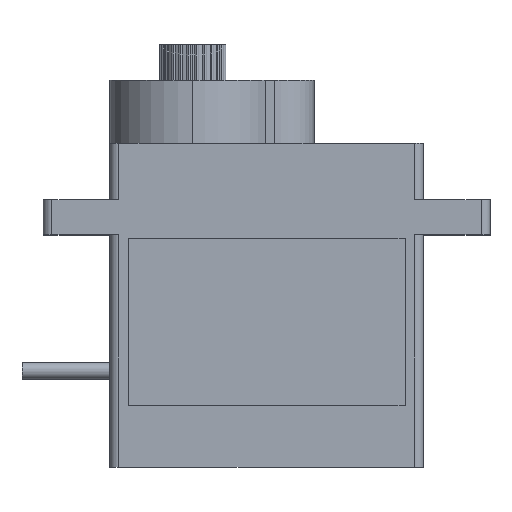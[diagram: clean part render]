
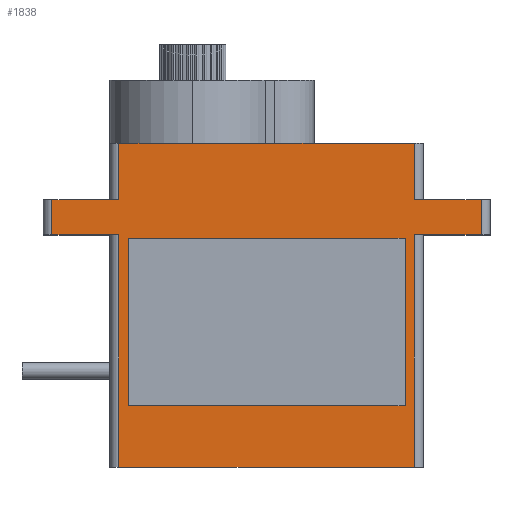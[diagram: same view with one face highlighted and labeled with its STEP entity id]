
A CAD part, top view. The second image highlights one B-rep face of the part: STEP entity #1838.
In plain terms, the highlighted planar face has unit normal (0, 0, 1).
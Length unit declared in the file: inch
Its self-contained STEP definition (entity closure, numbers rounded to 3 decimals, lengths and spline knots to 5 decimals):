
#64 = CARTESIAN_POINT ( 'NONE',  ( -0.42, 0., 0.235 ) ) ;
#77 = CARTESIAN_POINT ( 'NONE',  ( 0.42, 0.76, 0.235 ) ) ;
#91 = CARTESIAN_POINT ( 'NONE',  ( 0.61, 0.92, 0.235 ) ) ;
#95 = DIRECTION ( 'NONE',  ( 0., 1., 0. ) ) ;
#100 = LINE ( 'NONE', #3655, #2178 ) ;
#179 = VECTOR ( 'NONE', #3877, 39.37008 ) ;
#296 = ORIENTED_EDGE ( 'NONE', *, *, #2273, .F. ) ;
#315 = ORIENTED_EDGE ( 'NONE', *, *, #1089, .F. ) ;
#367 = LINE ( 'NONE', #1076, #2923 ) ;
#380 = DIRECTION ( 'NONE',  ( 0., 1., 0. ) ) ;
#405 = LINE ( 'NONE', #474, #910 ) ;
#437 = CARTESIAN_POINT ( 'NONE',  ( -0.445, 0.92, 0.235 ) ) ;
#457 = LINE ( 'NONE', #437, #2092 ) ;
#474 = CARTESIAN_POINT ( 'NONE',  ( -0.42, 0.92, 0.235 ) ) ;
#534 = EDGE_CURVE ( 'NONE', #1253, #3415, #4485, .T. ) ;
#557 = ORIENTED_EDGE ( 'NONE', *, *, #3335, .F. ) ;
#598 = VERTEX_POINT ( 'NONE', #2190 ) ;
#600 = ORIENTED_EDGE ( 'NONE', *, *, #4221, .F. ) ;
#615 = VECTOR ( 'NONE', #3362, 39.37008 ) ;
#643 = CARTESIAN_POINT ( 'NONE',  ( -0.445, 0., 0.235 ) ) ;
#706 = EDGE_CURVE ( 'NONE', #598, #1948, #4237, .T. ) ;
#708 = VERTEX_POINT ( 'NONE', #1031 ) ;
#751 = ORIENTED_EDGE ( 'NONE', *, *, #3384, .T. ) ;
#770 = CARTESIAN_POINT ( 'NONE',  ( -0.61, 0.66, 0.235 ) ) ;
#774 = VECTOR ( 'NONE', #2412, 39.37008 ) ;
#786 = VECTOR ( 'NONE', #1494, 39.37008 ) ;
#792 = ORIENTED_EDGE ( 'NONE', *, *, #3660, .T. ) ;
#800 = ORIENTED_EDGE ( 'NONE', *, *, #2871, .T. ) ;
#826 = ORIENTED_EDGE ( 'NONE', *, *, #1486, .T. ) ;
#857 = LINE ( 'NONE', #3610, #1727 ) ;
#875 = DIRECTION ( 'NONE',  ( 0., -1., 0. ) ) ;
#887 = EDGE_CURVE ( 'NONE', #708, #4151, #1524, .T. ) ;
#910 = VECTOR ( 'NONE', #2512, 39.37008 ) ;
#949 = DIRECTION ( 'NONE',  ( 0., 0., -1. ) ) ;
#996 = VECTOR ( 'NONE', #380, 39.37008 ) ;
#1031 = CARTESIAN_POINT ( 'NONE',  ( 0.61, 0.66, 0.235 ) ) ;
#1076 = CARTESIAN_POINT ( 'NONE',  ( -0.445, 0.92, 0.235 ) ) ;
#1089 = EDGE_CURVE ( 'NONE', #3361, #1888, #367, .T. ) ;
#1103 = LINE ( 'NONE', #2506, #1816 ) ;
#1114 = LINE ( 'NONE', #1540, #3137 ) ;
#1142 = CARTESIAN_POINT ( 'NONE',  ( -0.3935, 0.65, 0.235 ) ) ;
#1158 = EDGE_CURVE ( 'NONE', #2649, #4151, #100, .T. ) ;
#1159 = VERTEX_POINT ( 'NONE', #1142 ) ;
#1172 = DIRECTION ( 'NONE',  ( -1., 0., 0. ) ) ;
#1226 = VERTEX_POINT ( 'NONE', #4389 ) ;
#1253 = VERTEX_POINT ( 'NONE', #3243 ) ;
#1283 = VECTOR ( 'NONE', #4537, 39.37008 ) ;
#1310 = ORIENTED_EDGE ( 'NONE', *, *, #706, .F. ) ;
#1362 = CARTESIAN_POINT ( 'NONE',  ( -0.61, 0.76, 0.235 ) ) ;
#1444 = VERTEX_POINT ( 'NONE', #2168 ) ;
#1463 = LINE ( 'NONE', #3914, #179 ) ;
#1478 = ORIENTED_EDGE ( 'NONE', *, *, #2662, .F. ) ;
#1486 = EDGE_CURVE ( 'NONE', #1226, #1444, #405, .T. ) ;
#1494 = DIRECTION ( 'NONE',  ( 1., 0., 0. ) ) ;
#1524 = LINE ( 'NONE', #2931, #1740 ) ;
#1530 = LINE ( 'NONE', #2935, #615 ) ;
#1538 = EDGE_CURVE ( 'NONE', #1948, #1940, #1463, .T. ) ;
#1540 = CARTESIAN_POINT ( 'NONE',  ( 0.635, 0.76, 0.235 ) ) ;
#1581 = ORIENTED_EDGE ( 'NONE', *, *, #1158, .T. ) ;
#1618 = ORIENTED_EDGE ( 'NONE', *, *, #887, .F. ) ;
#1667 = DIRECTION ( 'NONE',  ( -1., 0., 0. ) ) ;
#1727 = VECTOR ( 'NONE', #3975, 39.37008 ) ;
#1740 = VECTOR ( 'NONE', #1172, 39.37008 ) ;
#1771 = ORIENTED_EDGE ( 'NONE', *, *, #534, .T. ) ;
#1816 = VECTOR ( 'NONE', #3839, 39.37008 ) ;
#1837 = LINE ( 'NONE', #3240, #4228 ) ;
#1838 = ADVANCED_FACE ( 'NONE', ( #4443, #4176 ), #3806, .F. ) ;
#1872 = AXIS2_PLACEMENT_3D ( 'NONE', #3843, #949, #1667 ) ;
#1888 = VERTEX_POINT ( 'NONE', #2418 ) ;
#1940 = VERTEX_POINT ( 'NONE', #4122 ) ;
#1948 = VERTEX_POINT ( 'NONE', #3453 ) ;
#2092 = VECTOR ( 'NONE', #3242, 39.37008 ) ;
#2113 = VERTEX_POINT ( 'NONE', #770 ) ;
#2168 = CARTESIAN_POINT ( 'NONE',  ( -0.42, 0.76, 0.235 ) ) ;
#2178 = VECTOR ( 'NONE', #2548, 39.37008 ) ;
#2190 = CARTESIAN_POINT ( 'NONE',  ( -0.3935, 0.174, 0.235 ) ) ;
#2273 = EDGE_CURVE ( 'NONE', #1940, #1159, #1530, .T. ) ;
#2358 = LINE ( 'NONE', #643, #2762 ) ;
#2412 = DIRECTION ( 'NONE',  ( 0., -1., 0. ) ) ;
#2414 = CARTESIAN_POINT ( 'NONE',  ( 0.635, 0.76, 0.235 ) ) ;
#2418 = CARTESIAN_POINT ( 'NONE',  ( 0.42, 0.92, 0.235 ) ) ;
#2476 = VERTEX_POINT ( 'NONE', #64 ) ;
#2506 = CARTESIAN_POINT ( 'NONE',  ( -0.42, 0.92, 0.235 ) ) ;
#2512 = DIRECTION ( 'NONE',  ( 0., -1., 0. ) ) ;
#2548 = DIRECTION ( 'NONE',  ( 0., 1., 0. ) ) ;
#2649 = VERTEX_POINT ( 'NONE', #4394 ) ;
#2662 = EDGE_CURVE ( 'NONE', #3352, #2113, #857, .T. ) ;
#2709 = CARTESIAN_POINT ( 'NONE',  ( -0.3935, 0.174, 0.235 ) ) ;
#2759 = ORIENTED_EDGE ( 'NONE', *, *, #4114, .T. ) ;
#2762 = VECTOR ( 'NONE', #3459, 39.37008 ) ;
#2839 = EDGE_LOOP ( 'NONE', ( #1618, #3770, #1771, #792, #315, #557, #826, #751, #800, #1478, #2759, #3499, #1581 ) ) ;
#2857 = LINE ( 'NONE', #3198, #774 ) ;
#2871 = EDGE_CURVE ( 'NONE', #3867, #2113, #2857, .T. ) ;
#2923 = VECTOR ( 'NONE', #3832, 39.37008 ) ;
#2931 = CARTESIAN_POINT ( 'NONE',  ( 0.635, 0.66, 0.235 ) ) ;
#2935 = CARTESIAN_POINT ( 'NONE',  ( -0.3935, 0.65, 0.235 ) ) ;
#2943 = DIRECTION ( 'NONE',  ( -1., 0., 0. ) ) ;
#2970 = EDGE_LOOP ( 'NONE', ( #296, #3016, #1310, #600 ) ) ;
#3016 = ORIENTED_EDGE ( 'NONE', *, *, #1538, .F. ) ;
#3137 = VECTOR ( 'NONE', #2943, 39.37008 ) ;
#3198 = CARTESIAN_POINT ( 'NONE',  ( -0.61, 0.66, 0.235 ) ) ;
#3214 = VECTOR ( 'NONE', #875, 39.37008 ) ;
#3237 = LINE ( 'NONE', #91, #996 ) ;
#3240 = CARTESIAN_POINT ( 'NONE',  ( 0.42, 0.92, 0.235 ) ) ;
#3242 = DIRECTION ( 'NONE',  ( 1., 0., 0. ) ) ;
#3243 = CARTESIAN_POINT ( 'NONE',  ( 0.61, 0.76, 0.235 ) ) ;
#3335 = EDGE_CURVE ( 'NONE', #1226, #3361, #457, .T. ) ;
#3352 = VERTEX_POINT ( 'NONE', #3623 ) ;
#3361 = VERTEX_POINT ( 'NONE', #4298 ) ;
#3362 = DIRECTION ( 'NONE',  ( -1., 0., 0. ) ) ;
#3384 = EDGE_CURVE ( 'NONE', #1444, #3867, #1114, .T. ) ;
#3415 = VERTEX_POINT ( 'NONE', #77 ) ;
#3453 = CARTESIAN_POINT ( 'NONE',  ( 0.3935, 0.174, 0.235 ) ) ;
#3459 = DIRECTION ( 'NONE',  ( 1., 0., 0. ) ) ;
#3499 = ORIENTED_EDGE ( 'NONE', *, *, #3520, .T. ) ;
#3520 = EDGE_CURVE ( 'NONE', #2476, #2649, #2358, .T. ) ;
#3610 = CARTESIAN_POINT ( 'NONE',  ( 0.635, 0.66, 0.235 ) ) ;
#3623 = CARTESIAN_POINT ( 'NONE',  ( -0.42, 0.66, 0.235 ) ) ;
#3655 = CARTESIAN_POINT ( 'NONE',  ( 0.42, 0.92, 0.235 ) ) ;
#3660 = EDGE_CURVE ( 'NONE', #3415, #1888, #1837, .T. ) ;
#3770 = ORIENTED_EDGE ( 'NONE', *, *, #3970, .T. ) ;
#3806 = PLANE ( 'NONE',  #1872 ) ;
#3832 = DIRECTION ( 'NONE',  ( 1., 0., 0. ) ) ;
#3839 = DIRECTION ( 'NONE',  ( 0., -1., 0. ) ) ;
#3843 = CARTESIAN_POINT ( 'NONE',  ( -0.445, 0.92, 0.235 ) ) ;
#3867 = VERTEX_POINT ( 'NONE', #1362 ) ;
#3877 = DIRECTION ( 'NONE',  ( 0., 1., 0. ) ) ;
#3914 = CARTESIAN_POINT ( 'NONE',  ( 0.3935, 0.174, 0.235 ) ) ;
#3970 = EDGE_CURVE ( 'NONE', #708, #1253, #3237, .T. ) ;
#3975 = DIRECTION ( 'NONE',  ( -1., 0., 0. ) ) ;
#4024 = LINE ( 'NONE', #2709, #3214 ) ;
#4114 = EDGE_CURVE ( 'NONE', #3352, #2476, #1103, .T. ) ;
#4122 = CARTESIAN_POINT ( 'NONE',  ( 0.3935, 0.65, 0.235 ) ) ;
#4151 = VERTEX_POINT ( 'NONE', #4365 ) ;
#4176 = FACE_OUTER_BOUND ( 'NONE', #2839, .T. ) ;
#4221 = EDGE_CURVE ( 'NONE', #1159, #598, #4024, .T. ) ;
#4228 = VECTOR ( 'NONE', #95, 39.37008 ) ;
#4237 = LINE ( 'NONE', #4280, #786 ) ;
#4280 = CARTESIAN_POINT ( 'NONE',  ( -0.3935, 0.174, 0.235 ) ) ;
#4298 = CARTESIAN_POINT ( 'NONE',  ( -0.21, 0.92, 0.235 ) ) ;
#4365 = CARTESIAN_POINT ( 'NONE',  ( 0.42, 0.66, 0.235 ) ) ;
#4389 = CARTESIAN_POINT ( 'NONE',  ( -0.42, 0.92, 0.235 ) ) ;
#4394 = CARTESIAN_POINT ( 'NONE',  ( 0.42, 0., 0.235 ) ) ;
#4443 = FACE_BOUND ( 'NONE', #2970, .T. ) ;
#4485 = LINE ( 'NONE', #2414, #1283 ) ;
#4537 = DIRECTION ( 'NONE',  ( -1., 0., 0. ) ) ;
